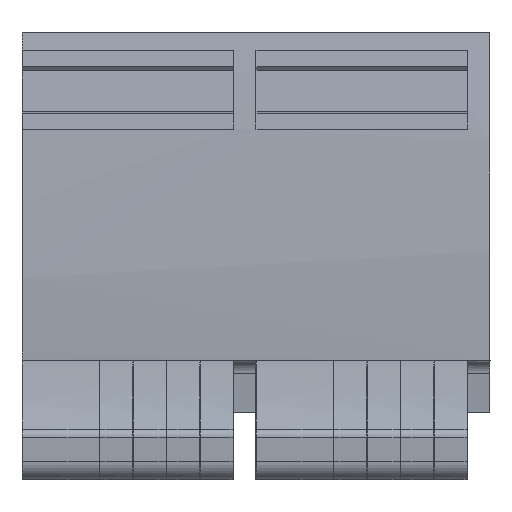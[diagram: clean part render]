
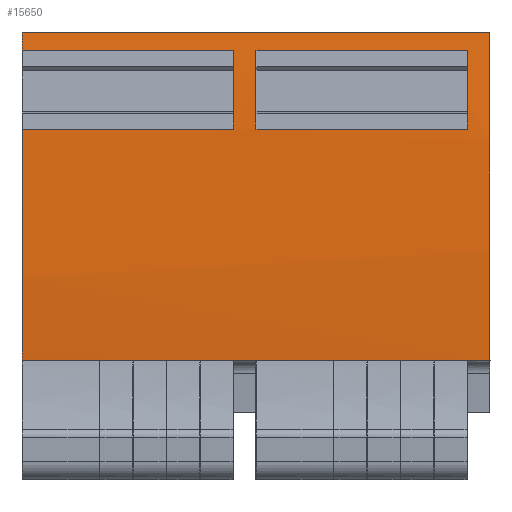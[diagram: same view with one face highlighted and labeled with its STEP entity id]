
A CAD part, front view. The second image highlights one B-rep face of the part: STEP entity #15650.
In plain terms, the highlighted cylindrical face has radius 180 mm (diameter 360 mm), a partial arc.
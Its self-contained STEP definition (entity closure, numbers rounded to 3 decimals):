
#15539=AXIS2_PLACEMENT_3D('Cylinder Axis2P3D',#15536,#15537,#15538) ;
#15543=AXIS2_PLACEMENT_3D('Circle Axis2P3D',#15541,#15542,$) ;
#15559=AXIS2_PLACEMENT_3D('Circle Axis2P3D',#15557,#15558,$) ;
#15566=AXIS2_PLACEMENT_3D('Circle Axis2P3D',#15564,#15565,$) ;
#15571=AXIS2_PLACEMENT_3D('Circle Axis2P3D',#15569,#15570,$) ;
#15576=AXIS2_PLACEMENT_3D('Circle Axis2P3D',#15574,#15575,$) ;
#15583=AXIS2_PLACEMENT_3D('Circle Axis2P3D',#15581,#15582,$) ;
#15627=AXIS2_PLACEMENT_3D('Circle Axis2P3D',#15625,#15626,$) ;
#15641=AXIS2_PLACEMENT_3D('Circle Axis2P3D',#15639,#15640,$) ;
#1550=CARTESIAN_POINT('Line Origine',(24.5,1.586,12.45)) ;
#1554=CARTESIAN_POINT('Vertex',(49.,1.586,12.45)) ;
#1556=CARTESIAN_POINT('Vertex',(0.,1.586,12.45)) ;
#5520=CARTESIAN_POINT('Vertex',(0.,2.425,46.8)) ;
#5523=CARTESIAN_POINT('Line Origine',(4.05,2.425,46.8)) ;
#5527=CARTESIAN_POINT('Vertex',(8.1,2.425,46.8)) ;
#5530=CARTESIAN_POINT('Line Origine',(9.85,2.425,46.8)) ;
#5534=CARTESIAN_POINT('Vertex',(11.6,2.425,46.8)) ;
#5537=CARTESIAN_POINT('Line Origine',(13.35,2.425,46.8)) ;
#5541=CARTESIAN_POINT('Vertex',(15.1,2.425,46.8)) ;
#5544=CARTESIAN_POINT('Line Origine',(16.85,2.425,46.8)) ;
#5548=CARTESIAN_POINT('Vertex',(18.6,2.425,46.8)) ;
#5551=CARTESIAN_POINT('Line Origine',(20.35,2.425,46.8)) ;
#5555=CARTESIAN_POINT('Vertex',(22.1,2.425,46.8)) ;
#5558=CARTESIAN_POINT('Line Origine',(23.3,2.425,46.8)) ;
#5562=CARTESIAN_POINT('Vertex',(24.5,2.425,46.8)) ;
#5565=CARTESIAN_POINT('Line Origine',(28.55,2.425,46.8)) ;
#5569=CARTESIAN_POINT('Vertex',(32.6,2.425,46.8)) ;
#5572=CARTESIAN_POINT('Line Origine',(34.35,2.425,46.8)) ;
#5576=CARTESIAN_POINT('Vertex',(36.1,2.425,46.8)) ;
#5579=CARTESIAN_POINT('Line Origine',(37.85,2.425,46.8)) ;
#5583=CARTESIAN_POINT('Vertex',(39.6,2.425,46.8)) ;
#5586=CARTESIAN_POINT('Line Origine',(41.35,2.425,46.8)) ;
#5590=CARTESIAN_POINT('Vertex',(43.1,2.425,46.8)) ;
#5593=CARTESIAN_POINT('Line Origine',(44.85,2.425,46.8)) ;
#5597=CARTESIAN_POINT('Vertex',(46.6,2.425,46.8)) ;
#5600=CARTESIAN_POINT('Line Origine',(47.8,2.425,46.8)) ;
#5604=CARTESIAN_POINT('Vertex',(49.,2.425,46.8)) ;
#15536=CARTESIAN_POINT('Axis2P3D Location',(4.05,181.13,25.25)) ;
#15541=CARTESIAN_POINT('Axis2P3D Location',(22.1,181.13,25.25)) ;
#15545=CARTESIAN_POINT('Vertex',(22.1,2.215,44.982)) ;
#15547=CARTESIAN_POINT('Vertex',(22.1,1.495,36.714)) ;
#15550=CARTESIAN_POINT('Line Origine',(4.05,1.495,36.714)) ;
#15554=CARTESIAN_POINT('Vertex',(0.,1.495,36.714)) ;
#15557=CARTESIAN_POINT('Axis2P3D Location',(0.,181.13,25.25)) ;
#15561=CARTESIAN_POINT('Vertex',(0.,1.522,13.384)) ;
#15564=CARTESIAN_POINT('Axis2P3D Location',(0.,181.13,25.25)) ;
#15569=CARTESIAN_POINT('Axis2P3D Location',(49.,181.13,25.25)) ;
#15574=CARTESIAN_POINT('Axis2P3D Location',(0.,181.13,25.25)) ;
#15578=CARTESIAN_POINT('Vertex',(0.,2.32,45.915)) ;
#15581=CARTESIAN_POINT('Axis2P3D Location',(0.,181.13,25.25)) ;
#15585=CARTESIAN_POINT('Vertex',(0.,2.215,44.982)) ;
#15588=CARTESIAN_POINT('Line Origine',(4.05,2.215,44.982)) ;
#15616=CARTESIAN_POINT('Line Origine',(4.05,1.495,36.714)) ;
#15620=CARTESIAN_POINT('Vertex',(46.6,1.495,36.714)) ;
#15622=CARTESIAN_POINT('Vertex',(24.5,1.495,36.714)) ;
#15625=CARTESIAN_POINT('Axis2P3D Location',(24.5,181.13,25.25)) ;
#15629=CARTESIAN_POINT('Vertex',(24.5,2.215,44.982)) ;
#15632=CARTESIAN_POINT('Line Origine',(4.05,2.215,44.982)) ;
#15636=CARTESIAN_POINT('Vertex',(46.6,2.215,44.982)) ;
#15639=CARTESIAN_POINT('Axis2P3D Location',(46.6,181.13,25.25)) ;
#1551=DIRECTION('Vector Direction',(-1.,0.,0.)) ;
#5524=DIRECTION('Vector Direction',(1.,0.,0.)) ;
#5531=DIRECTION('Vector Direction',(1.,0.,0.)) ;
#5538=DIRECTION('Vector Direction',(1.,0.,0.)) ;
#5545=DIRECTION('Vector Direction',(1.,0.,0.)) ;
#5552=DIRECTION('Vector Direction',(1.,0.,0.)) ;
#5559=DIRECTION('Vector Direction',(1.,0.,0.)) ;
#5566=DIRECTION('Vector Direction',(1.,0.,0.)) ;
#5573=DIRECTION('Vector Direction',(1.,0.,0.)) ;
#5580=DIRECTION('Vector Direction',(1.,0.,0.)) ;
#5587=DIRECTION('Vector Direction',(1.,0.,0.)) ;
#5594=DIRECTION('Vector Direction',(-1.,0.,0.)) ;
#5601=DIRECTION('Vector Direction',(1.,0.,0.)) ;
#15537=DIRECTION('Axis2P3D Direction',(1.,0.,0.)) ;
#15538=DIRECTION('Axis2P3D XDirection',(0.,-0.993,0.12)) ;
#15542=DIRECTION('Axis2P3D Direction',(1.,0.,0.)) ;
#15551=DIRECTION('Vector Direction',(1.,0.,0.)) ;
#15558=DIRECTION('Axis2P3D Direction',(1.,0.,0.)) ;
#15565=DIRECTION('Axis2P3D Direction',(1.,0.,0.)) ;
#15570=DIRECTION('Axis2P3D Direction',(1.,0.,0.)) ;
#15575=DIRECTION('Axis2P3D Direction',(1.,0.,0.)) ;
#15582=DIRECTION('Axis2P3D Direction',(1.,0.,0.)) ;
#15589=DIRECTION('Vector Direction',(1.,0.,0.)) ;
#15617=DIRECTION('Vector Direction',(1.,0.,0.)) ;
#15626=DIRECTION('Axis2P3D Direction',(1.,0.,0.)) ;
#15633=DIRECTION('Vector Direction',(1.,0.,0.)) ;
#15640=DIRECTION('Axis2P3D Direction',(1.,0.,0.)) ;
#1552=VECTOR('Line Direction',#1551,1.) ;
#5525=VECTOR('Line Direction',#5524,1.) ;
#5532=VECTOR('Line Direction',#5531,1.) ;
#5539=VECTOR('Line Direction',#5538,1.) ;
#5546=VECTOR('Line Direction',#5545,1.) ;
#5553=VECTOR('Line Direction',#5552,1.) ;
#5560=VECTOR('Line Direction',#5559,1.) ;
#5567=VECTOR('Line Direction',#5566,1.) ;
#5574=VECTOR('Line Direction',#5573,1.) ;
#5581=VECTOR('Line Direction',#5580,1.) ;
#5588=VECTOR('Line Direction',#5587,1.) ;
#5595=VECTOR('Line Direction',#5594,1.) ;
#5602=VECTOR('Line Direction',#5601,1.) ;
#15552=VECTOR('Line Direction',#15551,1.) ;
#15590=VECTOR('Line Direction',#15589,1.) ;
#15618=VECTOR('Line Direction',#15617,1.) ;
#15634=VECTOR('Line Direction',#15633,1.) ;
#15594=ORIENTED_EDGE('',*,*,#15549,.T.) ;
#15595=ORIENTED_EDGE('',*,*,#15556,.T.) ;
#15596=ORIENTED_EDGE('',*,*,#15563,.T.) ;
#15597=ORIENTED_EDGE('',*,*,#15568,.T.) ;
#15598=ORIENTED_EDGE('',*,*,#1558,.F.) ;
#15599=ORIENTED_EDGE('',*,*,#15573,.F.) ;
#15600=ORIENTED_EDGE('',*,*,#5606,.T.) ;
#15601=ORIENTED_EDGE('',*,*,#5599,.T.) ;
#15602=ORIENTED_EDGE('',*,*,#5592,.T.) ;
#15603=ORIENTED_EDGE('',*,*,#5585,.T.) ;
#15604=ORIENTED_EDGE('',*,*,#5578,.T.) ;
#15605=ORIENTED_EDGE('',*,*,#5571,.T.) ;
#15606=ORIENTED_EDGE('',*,*,#5564,.T.) ;
#15607=ORIENTED_EDGE('',*,*,#5557,.T.) ;
#15608=ORIENTED_EDGE('',*,*,#5550,.T.) ;
#15609=ORIENTED_EDGE('',*,*,#5543,.T.) ;
#15610=ORIENTED_EDGE('',*,*,#5536,.T.) ;
#15611=ORIENTED_EDGE('',*,*,#5529,.T.) ;
#15612=ORIENTED_EDGE('',*,*,#15580,.T.) ;
#15613=ORIENTED_EDGE('',*,*,#15587,.T.) ;
#15614=ORIENTED_EDGE('',*,*,#15592,.F.) ;
#15645=ORIENTED_EDGE('',*,*,#15624,.T.) ;
#15646=ORIENTED_EDGE('',*,*,#15631,.F.) ;
#15647=ORIENTED_EDGE('',*,*,#15638,.F.) ;
#15648=ORIENTED_EDGE('',*,*,#15643,.T.) ;
#15649=FACE_BOUND('',#15644,.T.) ;
#15650=ADVANCED_FACE('V3',(#15615,#15649),#15540,.T.) ;
#15544=CIRCLE('generated circle',#15543,180.) ;
#15560=CIRCLE('generated circle',#15559,180.) ;
#15567=CIRCLE('generated circle',#15566,180.) ;
#15572=CIRCLE('generated circle',#15571,180.) ;
#15577=CIRCLE('generated circle',#15576,180.) ;
#15584=CIRCLE('generated circle',#15583,180.) ;
#15628=CIRCLE('generated circle',#15627,180.) ;
#15642=CIRCLE('generated circle',#15641,180.) ;
#15540=CYLINDRICAL_SURFACE('generated cylinder',#15539,180.) ;
#1558=EDGE_CURVE('',#1555,#1557,#1553,.T.) ;
#5529=EDGE_CURVE('',#5528,#5521,#5526,.F.) ;
#5536=EDGE_CURVE('',#5535,#5528,#5533,.F.) ;
#5543=EDGE_CURVE('',#5542,#5535,#5540,.F.) ;
#5550=EDGE_CURVE('',#5549,#5542,#5547,.F.) ;
#5557=EDGE_CURVE('',#5556,#5549,#5554,.F.) ;
#5564=EDGE_CURVE('',#5563,#5556,#5561,.F.) ;
#5571=EDGE_CURVE('',#5570,#5563,#5568,.F.) ;
#5578=EDGE_CURVE('',#5577,#5570,#5575,.F.) ;
#5585=EDGE_CURVE('',#5584,#5577,#5582,.F.) ;
#5592=EDGE_CURVE('',#5591,#5584,#5589,.F.) ;
#5599=EDGE_CURVE('',#5598,#5591,#5596,.T.) ;
#5606=EDGE_CURVE('',#5605,#5598,#5603,.F.) ;
#15549=EDGE_CURVE('',#15546,#15548,#15544,.T.) ;
#15556=EDGE_CURVE('',#15548,#15555,#15553,.F.) ;
#15563=EDGE_CURVE('',#15555,#15562,#15560,.T.) ;
#15568=EDGE_CURVE('',#15562,#1557,#15567,.T.) ;
#15573=EDGE_CURVE('',#5605,#1555,#15572,.T.) ;
#15580=EDGE_CURVE('',#5521,#15579,#15577,.T.) ;
#15587=EDGE_CURVE('',#15579,#15586,#15584,.T.) ;
#15592=EDGE_CURVE('',#15546,#15586,#15591,.F.) ;
#15624=EDGE_CURVE('',#15621,#15623,#15619,.F.) ;
#15631=EDGE_CURVE('',#15630,#15623,#15628,.T.) ;
#15638=EDGE_CURVE('',#15637,#15630,#15635,.F.) ;
#15643=EDGE_CURVE('',#15637,#15621,#15642,.T.) ;
#15593=EDGE_LOOP('',(#15594,#15595,#15596,#15597,#15598,#15599,#15600,#15601,#15602,#15603,#15604,#15605,#15606,#15607,#15608,#15609,#15610,#15611,#15612,#15613,#15614)) ;
#15644=EDGE_LOOP('',(#15645,#15646,#15647,#15648)) ;
#15615=FACE_OUTER_BOUND('',#15593,.T.) ;
#1553=LINE('Line',#1550,#1552) ;
#5526=LINE('Line',#5523,#5525) ;
#5533=LINE('Line',#5530,#5532) ;
#5540=LINE('Line',#5537,#5539) ;
#5547=LINE('Line',#5544,#5546) ;
#5554=LINE('Line',#5551,#5553) ;
#5561=LINE('Line',#5558,#5560) ;
#5568=LINE('Line',#5565,#5567) ;
#5575=LINE('Line',#5572,#5574) ;
#5582=LINE('Line',#5579,#5581) ;
#5589=LINE('Line',#5586,#5588) ;
#5596=LINE('Line',#5593,#5595) ;
#5603=LINE('Line',#5600,#5602) ;
#15553=LINE('Line',#15550,#15552) ;
#15591=LINE('Line',#15588,#15590) ;
#15619=LINE('Line',#15616,#15618) ;
#15635=LINE('Line',#15632,#15634) ;
#1555=VERTEX_POINT('',#1554) ;
#1557=VERTEX_POINT('',#1556) ;
#5521=VERTEX_POINT('',#5520) ;
#5528=VERTEX_POINT('',#5527) ;
#5535=VERTEX_POINT('',#5534) ;
#5542=VERTEX_POINT('',#5541) ;
#5549=VERTEX_POINT('',#5548) ;
#5556=VERTEX_POINT('',#5555) ;
#5563=VERTEX_POINT('',#5562) ;
#5570=VERTEX_POINT('',#5569) ;
#5577=VERTEX_POINT('',#5576) ;
#5584=VERTEX_POINT('',#5583) ;
#5591=VERTEX_POINT('',#5590) ;
#5598=VERTEX_POINT('',#5597) ;
#5605=VERTEX_POINT('',#5604) ;
#15546=VERTEX_POINT('',#15545) ;
#15548=VERTEX_POINT('',#15547) ;
#15555=VERTEX_POINT('',#15554) ;
#15562=VERTEX_POINT('',#15561) ;
#15579=VERTEX_POINT('',#15578) ;
#15586=VERTEX_POINT('',#15585) ;
#15621=VERTEX_POINT('',#15620) ;
#15623=VERTEX_POINT('',#15622) ;
#15630=VERTEX_POINT('',#15629) ;
#15637=VERTEX_POINT('',#15636) ;
